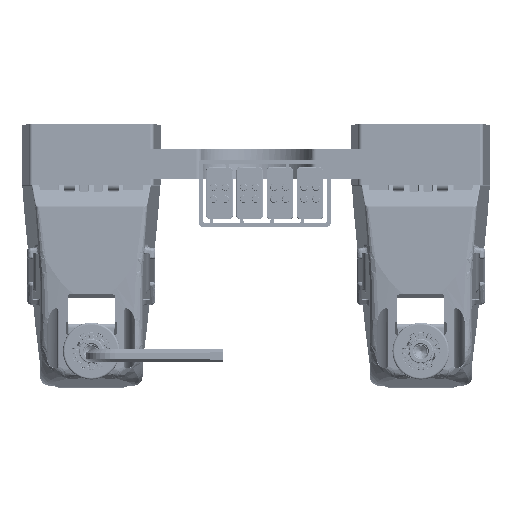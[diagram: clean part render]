
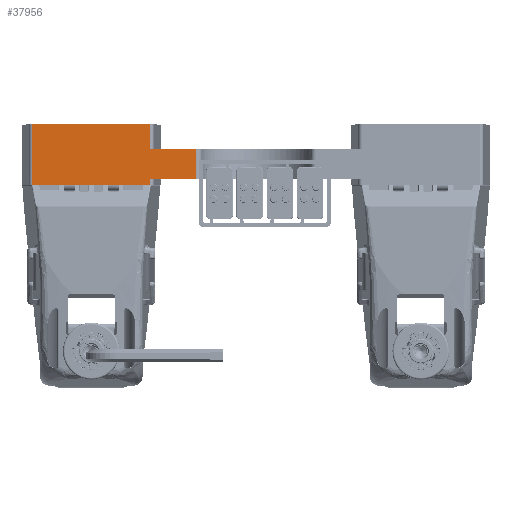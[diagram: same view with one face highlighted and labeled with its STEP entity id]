
A CAD part, top view. The second image highlights one B-rep face of the part: STEP entity #37956.
In plain terms, the highlighted planar face has unit normal (0, 0, 1).
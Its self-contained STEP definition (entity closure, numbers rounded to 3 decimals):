
#4703=FACE_OUTER_BOUND('',#43807,.T.);
#9735=LINE('',#142658,#14869);
#9737=LINE('',#142766,#14871);
#9754=LINE('',#142932,#14888);
#9755=LINE('',#142934,#14889);
#9756=LINE('',#142937,#14890);
#9757=LINE('',#142938,#14891);
#9758=LINE('',#142940,#14892);
#9759=LINE('',#142942,#14893);
#14869=VECTOR('',#103166,1.);
#14871=VECTOR('',#103172,1.);
#14888=VECTOR('',#103209,1.);
#14889=VECTOR('',#103212,1.);
#14890=VECTOR('',#103213,1.);
#14891=VECTOR('',#103214,1.);
#14892=VECTOR('',#103215,1.);
#14893=VECTOR('',#103216,1.);
#34856=PLANE('',#88555);
#37956=ADVANCED_FACE('',(#4703),#34856,.T.);
#43807=EDGE_LOOP('',(#59111,#59112,#59113,#59114,#59115,#59116,#59117,#59118));
#59111=ORIENTED_EDGE('',*,*,#77025,.T.);
#59112=ORIENTED_EDGE('',*,*,#77026,.T.);
#59113=ORIENTED_EDGE('',*,*,#76984,.F.);
#59114=ORIENTED_EDGE('',*,*,#77024,.F.);
#59115=ORIENTED_EDGE('',*,*,#76969,.F.);
#59116=ORIENTED_EDGE('',*,*,#77027,.T.);
#59117=ORIENTED_EDGE('',*,*,#77028,.T.);
#59118=ORIENTED_EDGE('',*,*,#77029,.T.);
#68377=VERTEX_POINT('',#142657);
#68378=VERTEX_POINT('',#142659);
#68391=VERTEX_POINT('',#142765);
#68392=VERTEX_POINT('',#142767);
#68421=VERTEX_POINT('',#142935);
#68422=VERTEX_POINT('',#142936);
#68423=VERTEX_POINT('',#142939);
#68424=VERTEX_POINT('',#142941);
#76969=EDGE_CURVE('',#68377,#68378,#9735,.T.);
#76984=EDGE_CURVE('',#68391,#68392,#9737,.T.);
#77024=EDGE_CURVE('',#68378,#68391,#9754,.T.);
#77025=EDGE_CURVE('',#68421,#68422,#9755,.T.);
#77026=EDGE_CURVE('',#68422,#68392,#9756,.T.);
#77027=EDGE_CURVE('',#68377,#68423,#9757,.T.);
#77028=EDGE_CURVE('',#68423,#68424,#9758,.T.);
#77029=EDGE_CURVE('',#68424,#68421,#9759,.T.);
#88555=AXIS2_PLACEMENT_3D('',#142943,#103217,#103218);
#103166=DIRECTION('',(1.,0.,0.));
#103172=DIRECTION('',(-1.,0.,0.));
#103209=DIRECTION('',(0.,-1.,0.));
#103212=DIRECTION('',(1.,0.,0.));
#103213=DIRECTION('',(0.,1.,0.));
#103214=DIRECTION('',(0.,1.,0.));
#103215=DIRECTION('',(-1.,0.,0.));
#103216=DIRECTION('',(0.,-1.,0.));
#103217=DIRECTION('',(0.,0.,1.));
#103218=DIRECTION('',(0.,-1.,0.));
#142657=CARTESIAN_POINT('',(-57.878,-10.8,-75.166));
#142658=CARTESIAN_POINT('',(-0.005,-10.8,-75.166));
#142659=CARTESIAN_POINT('',(-32.792,-10.8,-75.166));
#142765=CARTESIAN_POINT('',(-32.792,-27.3,-75.166));
#142766=CARTESIAN_POINT('',(-0.005,-27.3,-75.166));
#142767=CARTESIAN_POINT('',(-57.878,-27.3,-75.166));
#142932=CARTESIAN_POINT('',(-32.792,-19.05,-75.166));
#142934=CARTESIAN_POINT('',(-77.462,-30.3,-75.166));
#142935=CARTESIAN_POINT('',(-122.132,-30.3,-75.166));
#142936=CARTESIAN_POINT('',(-57.878,-30.3,-75.166));
#142937=CARTESIAN_POINT('',(-57.878,-13.8,-75.166));
#142938=CARTESIAN_POINT('',(-57.878,-13.8,-75.166));
#142939=CARTESIAN_POINT('',(-57.878,2.7,-75.166));
#142940=CARTESIAN_POINT('',(-77.462,2.7,-75.166));
#142941=CARTESIAN_POINT('',(-122.132,2.7,-75.166));
#142942=CARTESIAN_POINT('',(-122.132,-13.8,-75.166));
#142943=CARTESIAN_POINT('',(-122.132,2.7,-75.166));
